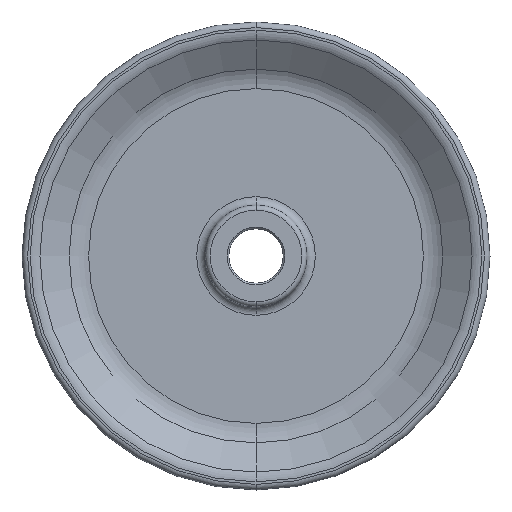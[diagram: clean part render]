
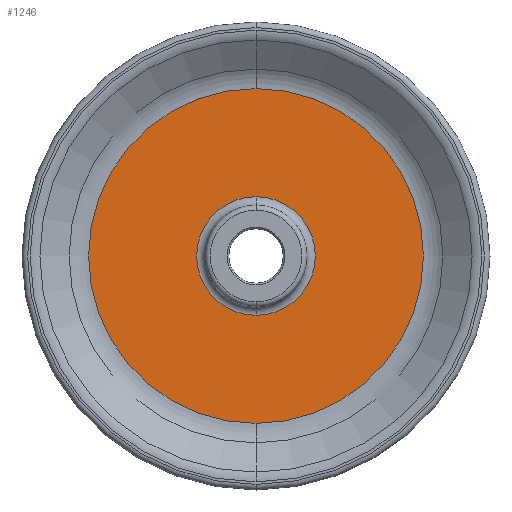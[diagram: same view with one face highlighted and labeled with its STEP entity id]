
A CAD part, front view. The second image highlights one B-rep face of the part: STEP entity #1246.
In plain terms, the highlighted planar face has unit normal (0, -1, 0).
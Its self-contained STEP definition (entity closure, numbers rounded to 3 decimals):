
#91 = AXIS2_PLACEMENT_3D ( 'NONE', #661, #1061, #401 ) ;
#124 = VERTEX_POINT ( 'NONE', #1168 ) ;
#141 = CARTESIAN_POINT ( 'NONE',  ( -30., -10., 0. ) ) ;
#168 = EDGE_CURVE ( 'NONE', #893, #634, #1229, .T. ) ;
#276 = ORIENTED_EDGE ( 'NONE', *, *, #304, .T. ) ;
#304 = EDGE_CURVE ( 'NONE', #800, #124, #722, .T. ) ;
#309 = CARTESIAN_POINT ( 'NONE',  ( 0., -10., 98.701 ) ) ;
#317 = EDGE_CURVE ( 'NONE', #124, #800, #393, .T. ) ;
#330 = ORIENTED_EDGE ( 'NONE', *, *, #168, .T. ) ;
#383 = CARTESIAN_POINT ( 'NONE',  ( 0., -10., -35. ) ) ;
#393 = CIRCLE ( 'NONE', #1024, 98.701 ) ;
#401 = DIRECTION ( 'NONE',  ( 0., 0., 1. ) ) ;
#415 = DIRECTION ( 'NONE',  ( 0., 1., 0. ) ) ;
#423 = DIRECTION ( 'NONE',  ( 0., 0., 1. ) ) ;
#440 = DIRECTION ( 'NONE',  ( 0., 0., 1. ) ) ;
#445 = CARTESIAN_POINT ( 'NONE',  ( 0., -10., 35. ) ) ;
#493 = AXIS2_PLACEMENT_3D ( 'NONE', #538, #415, #440 ) ;
#517 = FACE_BOUND ( 'NONE', #1165, .T. ) ;
#519 = AXIS2_PLACEMENT_3D ( 'NONE', #141, #929, #548 ) ;
#538 = CARTESIAN_POINT ( 'NONE',  ( 0., -10., 0. ) ) ;
#548 = DIRECTION ( 'NONE',  ( 0., 0., 1. ) ) ;
#634 = VERTEX_POINT ( 'NONE', #383 ) ;
#645 = CARTESIAN_POINT ( 'NONE',  ( 0., -10., 0. ) ) ;
#655 = FACE_OUTER_BOUND ( 'NONE', #1184, .T. ) ;
#661 = CARTESIAN_POINT ( 'NONE',  ( 0., -10., 0. ) ) ;
#722 = CIRCLE ( 'NONE', #1221, 98.701 ) ;
#725 = DIRECTION ( 'NONE',  ( 0., -1., 0. ) ) ;
#744 = DIRECTION ( 'NONE',  ( 0., 0., 1. ) ) ;
#766 = EDGE_CURVE ( 'NONE', #634, #893, #1063, .T. ) ;
#800 = VERTEX_POINT ( 'NONE', #309 ) ;
#825 = DIRECTION ( 'NONE',  ( 0., -1., 0. ) ) ;
#893 = VERTEX_POINT ( 'NONE', #445 ) ;
#929 = DIRECTION ( 'NONE',  ( 0., 1., 0. ) ) ;
#971 = ORIENTED_EDGE ( 'NONE', *, *, #766, .T. ) ;
#1024 = AXIS2_PLACEMENT_3D ( 'NONE', #645, #825, #744 ) ;
#1056 = PLANE ( 'NONE',  #519 ) ;
#1061 = DIRECTION ( 'NONE',  ( 0., 1., 0. ) ) ;
#1063 = CIRCLE ( 'NONE', #493, 35. ) ;
#1083 = ORIENTED_EDGE ( 'NONE', *, *, #317, .T. ) ;
#1165 = EDGE_LOOP ( 'NONE', ( #330, #971 ) ) ;
#1168 = CARTESIAN_POINT ( 'NONE',  ( 0., -10., -98.701 ) ) ;
#1184 = EDGE_LOOP ( 'NONE', ( #276, #1083 ) ) ;
#1221 = AXIS2_PLACEMENT_3D ( 'NONE', #1237, #725, #423 ) ;
#1229 = CIRCLE ( 'NONE', #91, 35. ) ;
#1237 = CARTESIAN_POINT ( 'NONE',  ( 0., -10., 0. ) ) ;
#1246 = ADVANCED_FACE ( 'NONE', ( #517, #655 ), #1056, .F. ) ;
